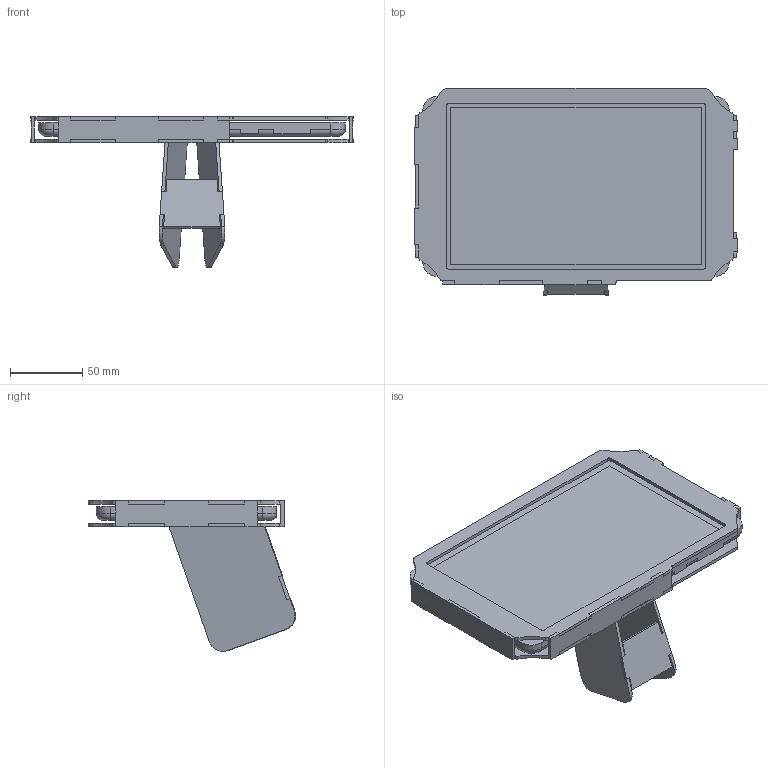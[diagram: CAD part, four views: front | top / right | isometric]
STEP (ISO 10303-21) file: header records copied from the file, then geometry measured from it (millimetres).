
FILE_DESCRIPTION(/* description */ (''),/* implementation_level */ '2;1');
FILE_NAME(/* name */ 'TabletMount_Assembly2.stp',/* time_stamp */ '2019-02-14T16:27:51-08:00',/* author */ ('kensi'),/* organization */ (''),/* preprocessor_version */ 'ST-DEVELOPER v16.13',/* originating_system */ 'Autodesk Inventor 2018',/* authorisation */ '');
FILE_SCHEMA (('AUTOMOTIVE_DESIGN { 1 0 10303 214 3 1 1 }'));
Length unit declared in the file: millimetre
Products named in the file (8): TabletMount_Assembly2; VivoTab8; FrontBezel_v2; BackCover_v2; ButtonSideXmbr1_v1; ButtonSideXmbr2_v1; BlankSideXmbr_v1; BottomXmbr_v1
Assembly tree (7 placements, depth 2):
  TabletMount_Assembly2
    VivoTab8
    FrontBezel_v2
    BackCover_v2
    ButtonSideXmbr1_v1
    ButtonSideXmbr2_v1
    BlankSideXmbr_v1
    BottomXmbr_v1
Bounding box: 223.58 x 143.73 x 104.59 mm (x, y, z)
Volume: 366644 mm3; surface area: 172327.2 mm2
Topology: 8 solids, 8 shells, 318 faces, 891 edges, 589 vertices
Faces by surface type: plane 269, cylinder 45, torus 4
Full cylindrical faces by diameter (mm): 3.5 x1
Entity records: 10450 total; most frequent: CARTESIAN_POINT 1829, ORIENTED_EDGE 1778, DIRECTION 1656, EDGE_CURVE 889, LINE 788, VECTOR 788, VERTEX_POINT 588, AXIS2_PLACEMENT_3D 434
